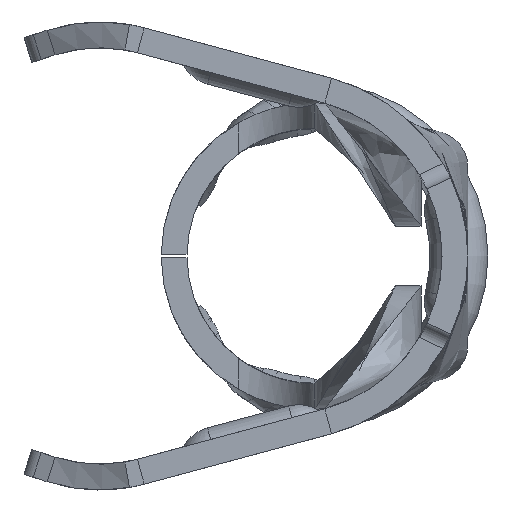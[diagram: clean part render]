
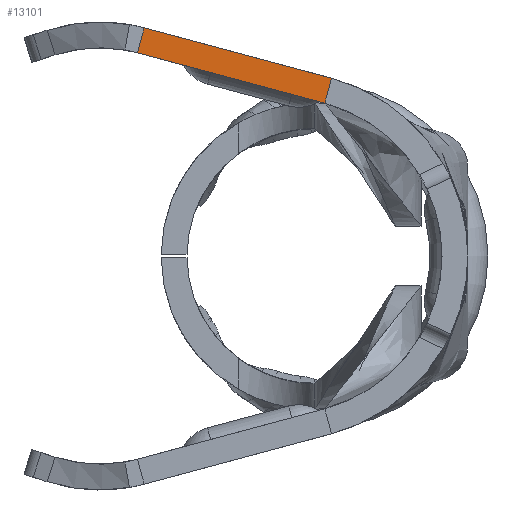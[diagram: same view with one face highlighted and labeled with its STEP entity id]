
A CAD part, left-side view. The second image highlights one B-rep face of the part: STEP entity #13101.
In plain terms, the highlighted planar face has unit normal (-1, 0, 0).
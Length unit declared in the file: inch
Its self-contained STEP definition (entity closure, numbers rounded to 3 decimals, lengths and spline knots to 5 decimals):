
#125 = DIRECTION ( 'NONE',  ( 1., 0., 0. ) ) ;
#398 = CARTESIAN_POINT ( 'NONE',  ( -1.875, -0.01054, 0.11016 ) ) ;
#499 = VERTEX_POINT ( 'NONE', #17159 ) ;
#2187 = FACE_OUTER_BOUND ( 'NONE', #22795, .T. ) ;
#4126 = LINE ( 'NONE', #12465, #5333 ) ;
#4824 = LINE ( 'NONE', #13159, #21920 ) ;
#5333 = VECTOR ( 'NONE', #20801, 39.37008 ) ;
#6569 = EDGE_CURVE ( 'NONE', #499, #7022, #8799, .T. ) ;
#7022 = VERTEX_POINT ( 'NONE', #11102 ) ;
#8207 = EDGE_CURVE ( 'NONE', #22434, #7022, #19133, .T. ) ;
#8477 = DIRECTION ( 'NONE',  ( 0., -0.501, 0.865 ) ) ;
#8744 = DIRECTION ( 'NONE',  ( 0., -0.966, -0.26 ) ) ;
#8799 = LINE ( 'NONE', #17127, #12817 ) ;
#10535 = PLANE ( 'NONE',  #16056 ) ;
#11102 = CARTESIAN_POINT ( 'NONE',  ( -1.875, -0.01054, 0.11016 ) ) ;
#11868 = CARTESIAN_POINT ( 'NONE',  ( -1.875, 0.10555, 0.14137 ) ) ;
#12465 = CARTESIAN_POINT ( 'NONE',  ( -1.875, -0.00639, 0.09471 ) ) ;
#12817 = VECTOR ( 'NONE', #25476, 39.37008 ) ;
#13101 = ADVANCED_FACE ( 'NONE', ( #2187 ), #10535, .F. ) ;
#13159 = CARTESIAN_POINT ( 'NONE',  ( -1.875, 0.40555, -0.97467 ) ) ;
#15000 = VERTEX_POINT ( 'NONE', #15777 ) ;
#15777 = CARTESIAN_POINT ( 'NONE',  ( -1.875, 0.10971, 0.12591 ) ) ;
#16056 = AXIS2_PLACEMENT_3D ( 'NONE', #18861, #125, #8477 ) ;
#16604 = ORIENTED_EDGE ( 'NONE', *, *, #8207, .F. ) ;
#17105 = ORIENTED_EDGE ( 'NONE', *, *, #6569, .T. ) ;
#17127 = CARTESIAN_POINT ( 'NONE',  ( -1.875, 0.28945, -1.00587 ) ) ;
#17159 = CARTESIAN_POINT ( 'NONE',  ( -1.875, -0.00639, 0.09471 ) ) ;
#17708 = ORIENTED_EDGE ( 'NONE', *, *, #21126, .F. ) ;
#18861 = CARTESIAN_POINT ( 'NONE',  ( -1.875, 0.28945, -1.00587 ) ) ;
#19093 = VECTOR ( 'NONE', #8744, 39.37008 ) ;
#19133 = LINE ( 'NONE', #398, #19093 ) ;
#20801 = DIRECTION ( 'NONE',  ( 0., 0.966, 0.26 ) ) ;
#21126 = EDGE_CURVE ( 'NONE', #499, #15000, #4126, .T. ) ;
#21490 = DIRECTION ( 'NONE',  ( 0., -0.26, 0.966 ) ) ;
#21866 = EDGE_CURVE ( 'NONE', #15000, #22434, #4824, .T. ) ;
#21920 = VECTOR ( 'NONE', #21490, 39.37008 ) ;
#22434 = VERTEX_POINT ( 'NONE', #11868 ) ;
#22795 = EDGE_LOOP ( 'NONE', ( #17105, #16604, #23870, #17708 ) ) ;
#23870 = ORIENTED_EDGE ( 'NONE', *, *, #21866, .F. ) ;
#25476 = DIRECTION ( 'NONE',  ( 0., -0.26, 0.966 ) ) ;
